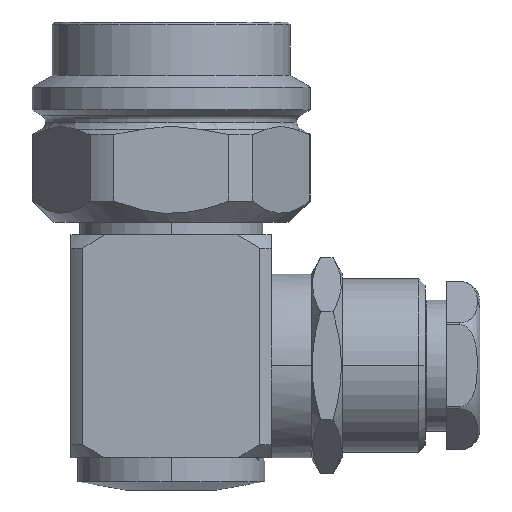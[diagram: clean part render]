
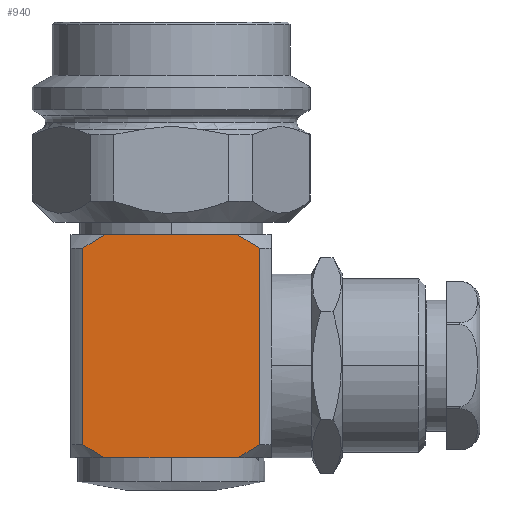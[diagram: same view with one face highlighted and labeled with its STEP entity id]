
A CAD part, left-side view. The second image highlights one B-rep face of the part: STEP entity #940.
In plain terms, the highlighted planar face has unit normal (-1, 0, 0).
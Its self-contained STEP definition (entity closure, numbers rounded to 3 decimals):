
#802 = ORIENTED_EDGE ( 'NONE', *, *, #3326, .T. ) ;
#803 = ORIENTED_EDGE ( 'NONE', *, *, #3309, .F. ) ;
#804 = ORIENTED_EDGE ( 'NONE', *, *, #3299, .T. ) ;
#805 = ORIENTED_EDGE ( 'NONE', *, *, #3307, .F. ) ;
#806 = ORIENTED_EDGE ( 'NONE', *, *, #3328, .T. ) ;
#940 = ADVANCED_FACE ( 'NONE', ( #9267 ), #9116, .T. ) ;
#1280 = VERTEX_POINT ( 'NONE', #11273 ) ;
#1281 = VERTEX_POINT ( 'NONE', #11274 ) ;
#1295 = VERTEX_POINT ( 'NONE', #11288 ) ;
#1296 = VERTEX_POINT ( 'NONE', #11289 ) ;
#1298 = VERTEX_POINT ( 'NONE', #11291 ) ;
#1304 = VERTEX_POINT ( 'NONE', #11297 ) ;
#1305 = VERTEX_POINT ( 'NONE', #11298 ) ;
#1306 = VERTEX_POINT ( 'NONE', #11299 ) ;
#2216 = EDGE_LOOP ( 'NONE', ( #802, #803, #804, #805, #806, #3572, #3573, #3574 ) ) ;
#3291 = EDGE_CURVE ( 'NONE', #1281, #1280, #12259, .T. ) ;
#3299 = EDGE_CURVE ( 'NONE', #1298, #1295, #12270, .T. ) ;
#3307 = EDGE_CURVE ( 'NONE', #1304, #1295, #11088, .T. ) ;
#3309 = EDGE_CURVE ( 'NONE', #1298, #1296, #11090, .T. ) ;
#3317 = EDGE_CURVE ( 'NONE', #1305, #1280, #11094, .T. ) ;
#3318 = EDGE_CURVE ( 'NONE', #1281, #1306, #11095, .T. ) ;
#3326 = EDGE_CURVE ( 'NONE', #1305, #1296, #12287, .T. ) ;
#3328 = EDGE_CURVE ( 'NONE', #1304, #1306, #12291, .T. ) ;
#3572 = ORIENTED_EDGE ( 'NONE', *, *, #3318, .F. ) ;
#3573 = ORIENTED_EDGE ( 'NONE', *, *, #3291, .T. ) ;
#3574 = ORIENTED_EDGE ( 'NONE', *, *, #3317, .F. ) ;
#8500 = AXIS2_PLACEMENT_3D ( 'NONE', #9136, #9137, #9138 ) ;
#9116 = PLANE ( 'NONE',  #8500 ) ;
#9136 = CARTESIAN_POINT ( 'NONE',  ( -7.5, 7.5, -31.8 ) ) ;
#9137 = DIRECTION ( 'NONE',  ( -1., 0., 0. ) ) ;
#9138 = DIRECTION ( 'NONE',  ( 0., 0., 1. ) ) ;
#9267 = FACE_OUTER_BOUND ( 'NONE', #2216, .T. ) ;
#11088 = B_SPLINE_CURVE_WITH_KNOTS ( 'NONE', 3,
 ( #14461, #14469, #14474, #14475 ),
 .UNSPECIFIED., .F., .F.,
 ( 4, 4 ),
 ( 0.013, 0.015 ),
 .UNSPECIFIED. ) ;
#11090 = B_SPLINE_CURVE_WITH_KNOTS ( 'NONE', 3,
 ( #14477, #14476, #14714, #14715 ),
 .UNSPECIFIED., .F., .F.,
 ( 4, 4 ),
 ( 0.025, 0.027 ),
 .UNSPECIFIED. ) ;
#11094 = B_SPLINE_CURVE_WITH_KNOTS ( 'NONE', 3,
 ( #14737, #14736, #14742, #14743 ),
 .UNSPECIFIED., .F., .F.,
 ( 4, 4 ),
 ( 0.013, 0.015 ),
 .UNSPECIFIED. ) ;
#11095 = B_SPLINE_CURVE_WITH_KNOTS ( 'NONE', 3,
 ( #14726, #14741, #14745, #14746 ),
 .UNSPECIFIED., .F., .F.,
 ( 4, 4 ),
 ( 0.025, 0.027 ),
 .UNSPECIFIED. ) ;
#11273 = CARTESIAN_POINT ( 'NONE',  ( -7.5, -4.975, -31.8 ) ) ;
#11274 = CARTESIAN_POINT ( 'NONE',  ( -7.5, 4.975, -31.8 ) ) ;
#11288 = CARTESIAN_POINT ( 'NONE',  ( -7.5, 4.975, -15.1 ) ) ;
#11289 = CARTESIAN_POINT ( 'NONE',  ( -7.5, -6.614, -16.1 ) ) ;
#11291 = CARTESIAN_POINT ( 'NONE',  ( -7.5, -4.975, -15.1 ) ) ;
#11297 = CARTESIAN_POINT ( 'NONE',  ( -7.5, 6.614, -16.1 ) ) ;
#11298 = CARTESIAN_POINT ( 'NONE',  ( -7.5, -6.614, -30.8 ) ) ;
#11299 = CARTESIAN_POINT ( 'NONE',  ( -7.5, 6.614, -30.8 ) ) ;
#12259 = LINE ( 'NONE', #14410, #12261 ) ;
#12261 = VECTOR ( 'NONE', #14411, 1000. ) ;
#12270 = LINE ( 'NONE', #14443, #12272 ) ;
#12272 = VECTOR ( 'NONE', #14444, 1000. ) ;
#12287 = LINE ( 'NONE', #14770, #12290 ) ;
#12290 = VECTOR ( 'NONE', #14766, 1000. ) ;
#12291 = LINE ( 'NONE', #14776, #12294 ) ;
#12294 = VECTOR ( 'NONE', #14777, 1000. ) ;
#14410 = CARTESIAN_POINT ( 'NONE',  ( -7.5, 7.5, -31.8 ) ) ;
#14411 = DIRECTION ( 'NONE',  ( 0., -1., 0. ) ) ;
#14443 = CARTESIAN_POINT ( 'NONE',  ( -7.5, 6.85, -15.1 ) ) ;
#14444 = DIRECTION ( 'NONE',  ( 0., 1., 0. ) ) ;
#14461 = CARTESIAN_POINT ( 'NONE',  ( -7.5, 6.614, -16.1 ) ) ;
#14469 = CARTESIAN_POINT ( 'NONE',  ( -7.5, 6.081, -15.748 ) ) ;
#14474 = CARTESIAN_POINT ( 'NONE',  ( -7.5, 5.537, -15.411 ) ) ;
#14475 = CARTESIAN_POINT ( 'NONE',  ( -7.5, 4.975, -15.1 ) ) ;
#14476 = CARTESIAN_POINT ( 'NONE',  ( -7.5, -5.536, -15.41 ) ) ;
#14477 = CARTESIAN_POINT ( 'NONE',  ( -7.5, -4.975, -15.1 ) ) ;
#14714 = CARTESIAN_POINT ( 'NONE',  ( -7.5, -6.08, -15.747 ) ) ;
#14715 = CARTESIAN_POINT ( 'NONE',  ( -7.5, -6.614, -16.1 ) ) ;
#14726 = CARTESIAN_POINT ( 'NONE',  ( -7.5, 4.975, -31.8 ) ) ;
#14736 = CARTESIAN_POINT ( 'NONE',  ( -7.5, -6.081, -31.152 ) ) ;
#14737 = CARTESIAN_POINT ( 'NONE',  ( -7.5, -6.614, -30.8 ) ) ;
#14741 = CARTESIAN_POINT ( 'NONE',  ( -7.5, 5.536, -31.49 ) ) ;
#14742 = CARTESIAN_POINT ( 'NONE',  ( -7.5, -5.537, -31.489 ) ) ;
#14743 = CARTESIAN_POINT ( 'NONE',  ( -7.5, -4.975, -31.8 ) ) ;
#14745 = CARTESIAN_POINT ( 'NONE',  ( -7.5, 6.08, -31.153 ) ) ;
#14746 = CARTESIAN_POINT ( 'NONE',  ( -7.5, 6.614, -30.8 ) ) ;
#14766 = DIRECTION ( 'NONE',  ( 0., 0., 1. ) ) ;
#14770 = CARTESIAN_POINT ( 'NONE',  ( -7.5, -6.614, 4.062 ) ) ;
#14776 = CARTESIAN_POINT ( 'NONE',  ( -7.5, 6.614, 4.062 ) ) ;
#14777 = DIRECTION ( 'NONE',  ( 0., 0., -1. ) ) ;
